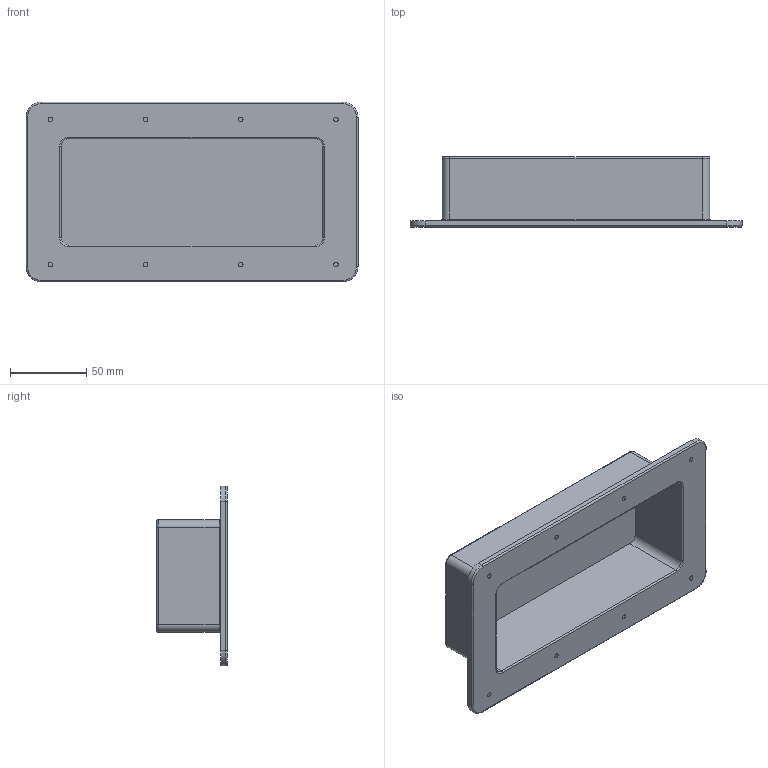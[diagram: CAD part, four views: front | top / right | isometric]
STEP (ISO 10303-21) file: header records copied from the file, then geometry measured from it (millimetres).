
FILE_DESCRIPTION (( 'STEP AP214' ), '1' );
FILE_NAME ('01585 Recessed Black Flush Grab handle 220x120mm.STEP', '2025-08-10T21:42:34', ( '' ), ( '' ), 'SwSTEP 2.0', 'SolidWorks 2025', '' );
FILE_SCHEMA (( 'AUTOMOTIVE_DESIGN' ));
Length unit declared in the file: millimetre
Products named in the file (1): 01585 Recessed Black Flush Grab handle 220x120mm
Bounding box: 218 x 46.25 x 118 mm (x, y, z)
Volume: 129908 mm3; surface area: 94458.4 mm2
Topology: 1 solids, 1 shells, 84 faces, 184 edges, 112 vertices
Faces by surface type: cylinder 44, plane 24, torus 16
Entity records: 2339 total; most frequent: DIRECTION 458, CARTESIAN_POINT 381, ORIENTED_EDGE 368, AXIS2_PLACEMENT_3D 189, EDGE_CURVE 184, VERTEX_POINT 112, CIRCLE 104, EDGE_LOOP 94
